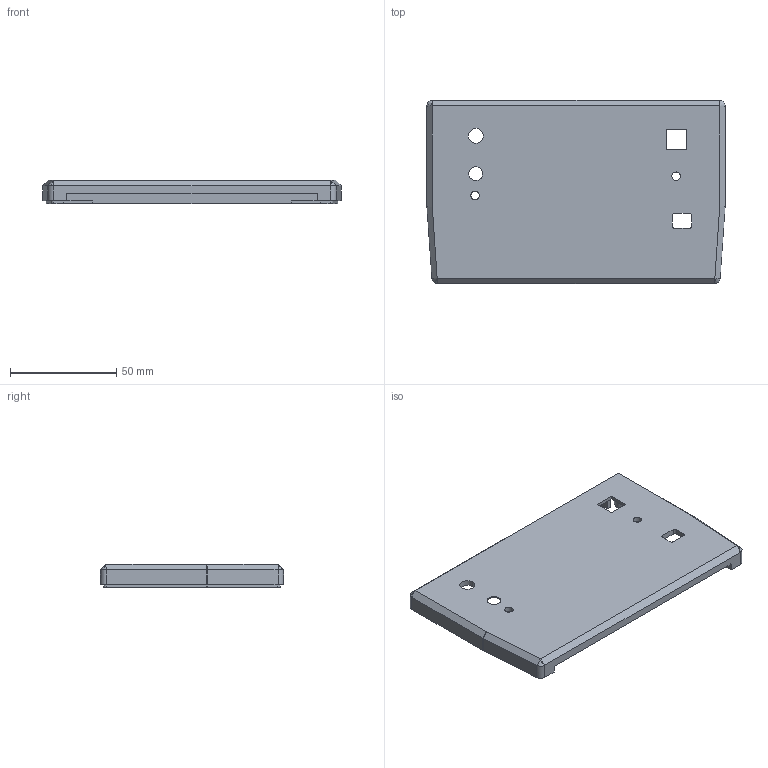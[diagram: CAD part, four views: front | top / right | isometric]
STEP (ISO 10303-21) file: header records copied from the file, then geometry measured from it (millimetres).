
FILE_DESCRIPTION(/* description */ (''),/* implementation_level */ '2;1');
FILE_NAME(/* name */ 'DeMoN_Case_Top_No_Logo.step',/* time_stamp */ '2025-05-25T13:37:36+02:00',/* author */ (''),/* organization */ (''),/* preprocessor_version */ 'ST-DEVELOPER v20.1',/* originating_system */ 'Autodesk Translation Framework v14.4.0.0',/* authorisation */ '');
FILE_SCHEMA (('AUTOMOTIVE_DESIGN { 1 0 10303 214 3 1 1 }'));
Length unit declared in the file: millimetre
Products named in the file (1): TopShellDeMoN
Bounding box: 140 x 86 x 10.9 mm (x, y, z)
Volume: 40369.8 mm3; surface area: 33500.1 mm2
Topology: 1 solids, 1 shells, 156 faces, 433 edges, 276 vertices
Faces by surface type: plane 102, bspline 36, cylinder 18
Full cylindrical faces by diameter (mm): 4 x2, 4.4 x4, 6.5 x1, 7 x1
Entity records: 6157 total; most frequent: CARTESIAN_POINT 2380, ORIENTED_EDGE 848, DIRECTION 622, EDGE_CURVE 424, LINE 308, VECTOR 308, VERTEX_POINT 276, EDGE_LOOP 174
